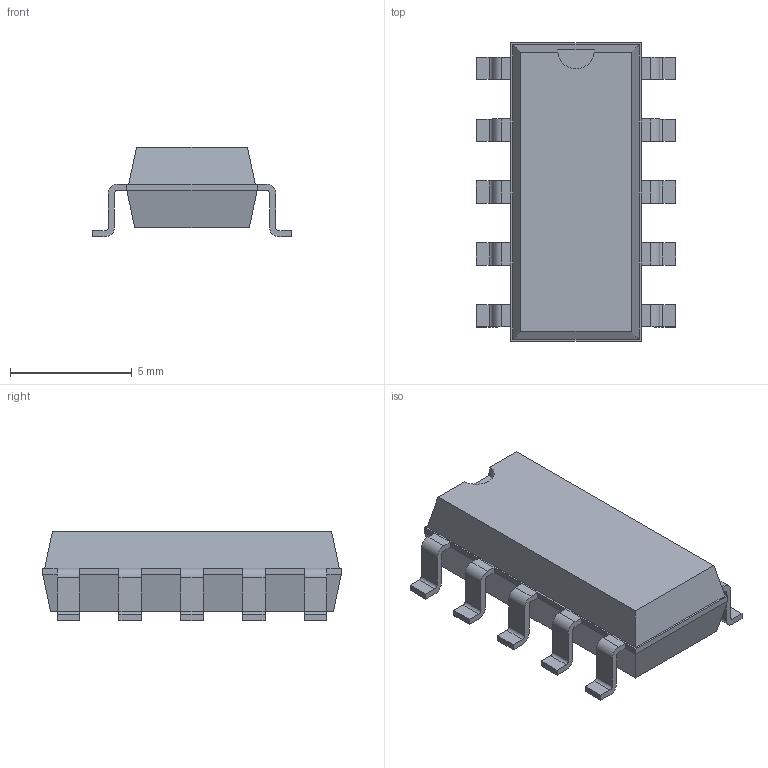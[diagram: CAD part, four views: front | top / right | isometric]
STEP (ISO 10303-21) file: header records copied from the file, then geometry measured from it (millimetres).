
FILE_DESCRIPTION(/* description */ ('model of DIP-10_W7.62mm_SMDSocket_SmallPads'),/* implementation_level */ '2;1');
FILE_NAME(/* name */ 'DIP-10_W7.62mm_SMDSocket_SmallPads.step',/* time_stamp */ '2017-09-23T12:39:10',/* author */ ('kicad StepUp','ksu'),/* organization */ ('FreeCAD'),/* preprocessor_version */ 'OCC',/* originating_system */ 'kicad StepUp',/* authorisation */ '');
FILE_SCHEMA(('AUTOMOTIVE_DESIGN { 1 0 10303 214 1 1 1 1 }'));
Length unit declared in the file: millimetre
Products named in the file (1): DIP_10_W762mm_SMDSocket_SmallPads
Bounding box: 8.19 x 12.25 x 3.68 mm (x, y, z)
Volume: 202.3 mm3; surface area: 296 mm2
Topology: 1 solids, 1 shells, 180 faces, 464 edges, 286 vertices
Faces by surface type: plane 107, cylinder 41, bspline 32
Entity records: 6612 total; most frequent: CARTESIAN_POINT 1052, ORIENTED_EDGE 928, DIRECTION 827, EDGE_CURVE 464, LINE 361, VECTOR 361, VERTEX_POINT 286, AXIS2_PLACEMENT_3D 233
